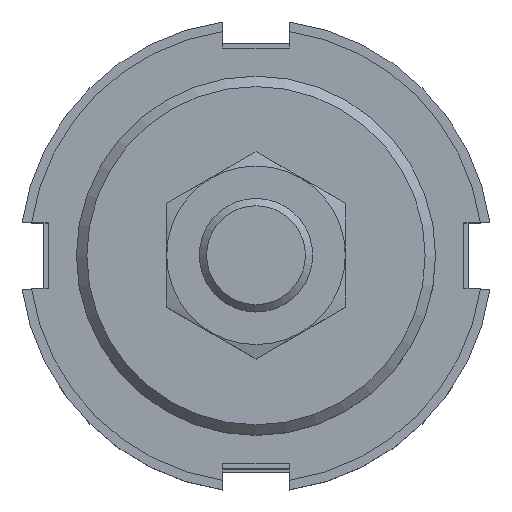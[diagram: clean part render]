
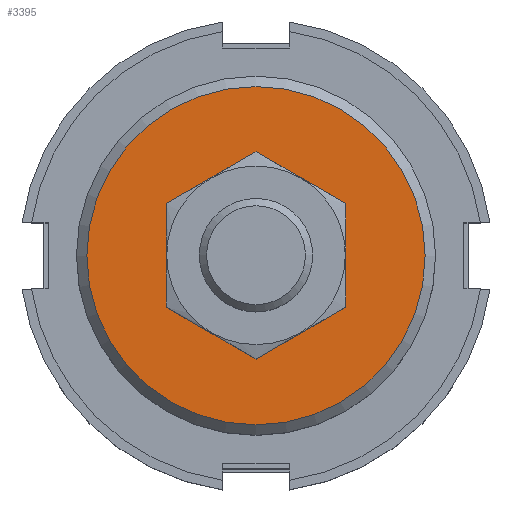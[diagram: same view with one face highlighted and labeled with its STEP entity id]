
A CAD part, top view. The second image highlights one B-rep face of the part: STEP entity #3395.
In plain terms, the highlighted face is planar.
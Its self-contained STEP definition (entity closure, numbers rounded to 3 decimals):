
#84=PLANE('',#3625);
#667=ORIENTED_EDGE('',*,*,#1380,.F.);
#668=ORIENTED_EDGE('',*,*,#1381,.F.);
#1380=EDGE_CURVE('',#1726,#1726,#1947,.T.);
#1381=EDGE_CURVE('',#1727,#1727,#1948,.F.);
#1726=VERTEX_POINT('',#5061);
#1727=VERTEX_POINT('',#5063);
#1947=CIRCLE('',#3626,17.9);
#1948=CIRCLE('',#3627,8.);
#2093=EDGE_LOOP('',(#667));
#2094=EDGE_LOOP('',(#668));
#2333=FACE_BOUND('',#2093,.T.);
#2334=FACE_BOUND('',#2094,.T.);
#3395=ADVANCED_FACE('',(#2333,#2334),#84,.F.);
#3625=AXIS2_PLACEMENT_3D('',#5059,#4059,#4060);
#3626=AXIS2_PLACEMENT_3D('',#5060,#4061,#4062);
#3627=AXIS2_PLACEMENT_3D('',#5062,#4063,#4064);
#4059=DIRECTION('',(1.,0.,0.));
#4060=DIRECTION('',(0.,0.,-1.));
#4061=DIRECTION('',(1.,0.,0.));
#4062=DIRECTION('',(0.,0.,-1.));
#4063=DIRECTION('',(1.,0.,0.));
#4064=DIRECTION('',(0.,0.,-1.));
#5059=CARTESIAN_POINT('',(0.,0.,0.));
#5060=CARTESIAN_POINT('',(0.,0.,0.));
#5061=CARTESIAN_POINT('',(0.,0.,-17.9));
#5062=CARTESIAN_POINT('',(0.,0.,0.));
#5063=CARTESIAN_POINT('',(0.,0.,-8.));
